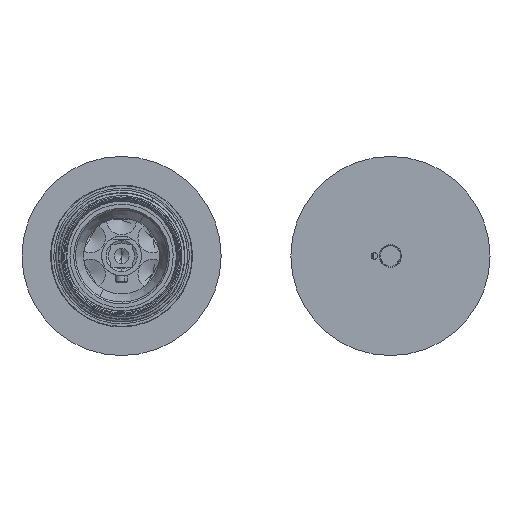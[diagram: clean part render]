
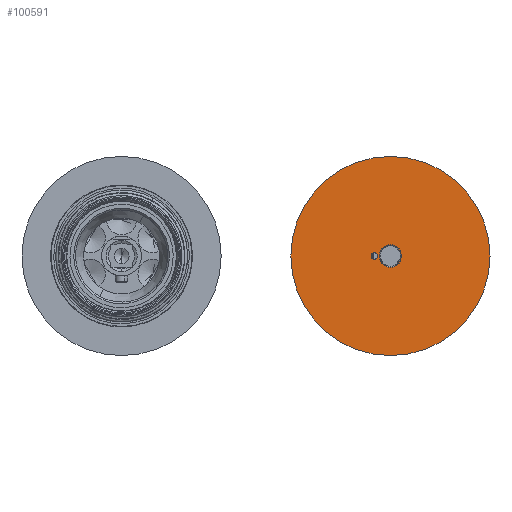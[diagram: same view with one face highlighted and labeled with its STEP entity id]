
A CAD part, front view. The second image highlights one B-rep face of the part: STEP entity #100591.
In plain terms, the highlighted face is planar.
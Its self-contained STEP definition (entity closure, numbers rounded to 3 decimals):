
#100496=CARTESIAN_POINT('Vertex',(40.,0.,0.)) ;
#100501=CARTESIAN_POINT('Axis2P3D Location',(0.,0.,0.)) ;
#100505=CARTESIAN_POINT('Vertex',(-40.,0.,0.)) ;
#100528=CARTESIAN_POINT('Axis2P3D Location',(0.,0.,0.)) ;
#100546=CARTESIAN_POINT('Axis2P3D Location',(0.,0.,0.)) ;
#100555=CARTESIAN_POINT('Axis2P3D Location',(0.,0.,0.)) ;
#100559=CARTESIAN_POINT('Vertex',(4.5,0.,0.)) ;
#100561=CARTESIAN_POINT('Vertex',(-4.5,0.,0.)) ;
#100564=CARTESIAN_POINT('Axis2P3D Location',(0.,0.,0.)) ;
#100573=CARTESIAN_POINT('Axis2P3D Location',(-6.5,0.,0.)) ;
#100577=CARTESIAN_POINT('Vertex',(-5.2,0.,0.)) ;
#100579=CARTESIAN_POINT('Vertex',(-7.8,0.,0.)) ;
#100582=CARTESIAN_POINT('Axis2P3D Location',(-6.5,0.,0.)) ;
#100502=DIRECTION('Axis2P3D Direction',(0.,0.,1.)) ;
#100529=DIRECTION('Axis2P3D Direction',(0.,0.,1.)) ;
#100547=DIRECTION('Axis2P3D Direction',(0.,0.,1.)) ;
#100548=DIRECTION('Axis2P3D XDirection',(1.,0.,0.)) ;
#100556=DIRECTION('Axis2P3D Direction',(0.,0.,1.)) ;
#100565=DIRECTION('Axis2P3D Direction',(0.,0.,1.)) ;
#100574=DIRECTION('Axis2P3D Direction',(0.,0.,1.)) ;
#100583=DIRECTION('Axis2P3D Direction',(0.,0.,1.)) ;
#100503=AXIS2_PLACEMENT_3D('Circle Axis2P3D',#100501,#100502,$) ;
#100530=AXIS2_PLACEMENT_3D('Circle Axis2P3D',#100528,#100529,$) ;
#100549=AXIS2_PLACEMENT_3D('Plane Axis2P3D',#100546,#100547,#100548) ;
#100557=AXIS2_PLACEMENT_3D('Circle Axis2P3D',#100555,#100556,$) ;
#100566=AXIS2_PLACEMENT_3D('Circle Axis2P3D',#100564,#100565,$) ;
#100575=AXIS2_PLACEMENT_3D('Circle Axis2P3D',#100573,#100574,$) ;
#100584=AXIS2_PLACEMENT_3D('Circle Axis2P3D',#100582,#100583,$) ;
#100504=CIRCLE('generated circle',#100503,40.) ;
#100531=CIRCLE('generated circle',#100530,40.) ;
#100558=CIRCLE('generated circle',#100557,4.5) ;
#100567=CIRCLE('generated circle',#100566,4.5) ;
#100576=CIRCLE('generated circle',#100575,1.3) ;
#100585=CIRCLE('generated circle',#100584,1.3) ;
#100550=PLANE('',#100549) ;
#100572=FACE_BOUND('',#100569,.T.) ;
#100590=FACE_BOUND('',#100587,.T.) ;
#100507=EDGE_CURVE('',#100497,#100506,#100504,.T.) ;
#100532=EDGE_CURVE('',#100506,#100497,#100531,.T.) ;
#100563=EDGE_CURVE('',#100560,#100562,#100558,.T.) ;
#100568=EDGE_CURVE('',#100562,#100560,#100567,.T.) ;
#100581=EDGE_CURVE('',#100578,#100580,#100576,.T.) ;
#100586=EDGE_CURVE('',#100580,#100578,#100585,.T.) ;
#100552=ORIENTED_EDGE('',*,*,#100532,.F.) ;
#100553=ORIENTED_EDGE('',*,*,#100507,.F.) ;
#100570=ORIENTED_EDGE('',*,*,#100563,.T.) ;
#100571=ORIENTED_EDGE('',*,*,#100568,.T.) ;
#100588=ORIENTED_EDGE('',*,*,#100581,.T.) ;
#100589=ORIENTED_EDGE('',*,*,#100586,.T.) ;
#100551=EDGE_LOOP('',(#100552,#100553)) ;
#100569=EDGE_LOOP('',(#100570,#100571)) ;
#100587=EDGE_LOOP('',(#100588,#100589)) ;
#100497=VERTEX_POINT('',#100496) ;
#100506=VERTEX_POINT('',#100505) ;
#100560=VERTEX_POINT('',#100559) ;
#100562=VERTEX_POINT('',#100561) ;
#100578=VERTEX_POINT('',#100577) ;
#100580=VERTEX_POINT('',#100579) ;
#100591=ADVANCED_FACE('PartBody',(#100554,#100572,#100590),#100550,.F.) ;
#100554=FACE_OUTER_BOUND('',#100551,.T.) ;
